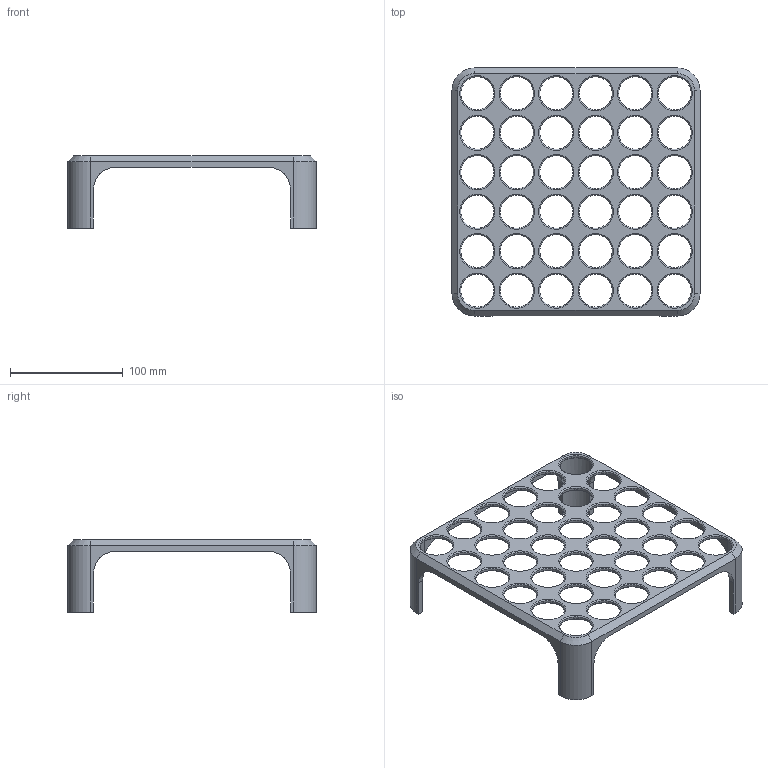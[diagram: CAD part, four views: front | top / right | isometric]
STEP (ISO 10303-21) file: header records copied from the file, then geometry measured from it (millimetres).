
FILE_DESCRIPTION(/* description */ ('','CAx-IF Rec.Pracs.---Representation and Presentation of Product Manufacturing Information (PMI)---4.0---2014-10-13'),/* implementation_level */ '2;1');
FILE_NAME(/* name */ '36-Hole Centrifuge Rack for 50mL Tubes v1.step',/* time_stamp */ '2025-02-15T14:03:36-08:00',/* author */ (''),/* organization */ (''),/* preprocessor_version */ 'ST-DEVELOPER v20',/* originating_system */ 'Autodesk Translation Framework v13.20.0.188',/* authorisation */ '');
FILE_SCHEMA (('AP242_MANAGED_MODEL_BASED_3D_ENGINEERING_MIM_LF { 1 0 10303 442 1 1 4 }'));
Length unit declared in the file: millimetre
Products named in the file (1): 36-Hole Centrifuge Rack for 50mL Tubes
Bounding box: 220 x 220 x 64 mm (x, y, z)
Volume: 154370.6 mm3; surface area: 84921.3 mm2
Topology: 1 solids, 1 shells, 158 faces, 388 edges, 232 vertices
Faces by surface type: cone 76, cylinder 52, plane 30
Full cylindrical faces by diameter (mm): 29.2 x36
Entity records: 4849 total; most frequent: DIRECTION 878, CARTESIAN_POINT 835, ORIENTED_EDGE 776, EDGE_CURVE 388, AXIS2_PLACEMENT_3D 339, VERTEX_POINT 232, EDGE_LOOP 230, LINE 200
